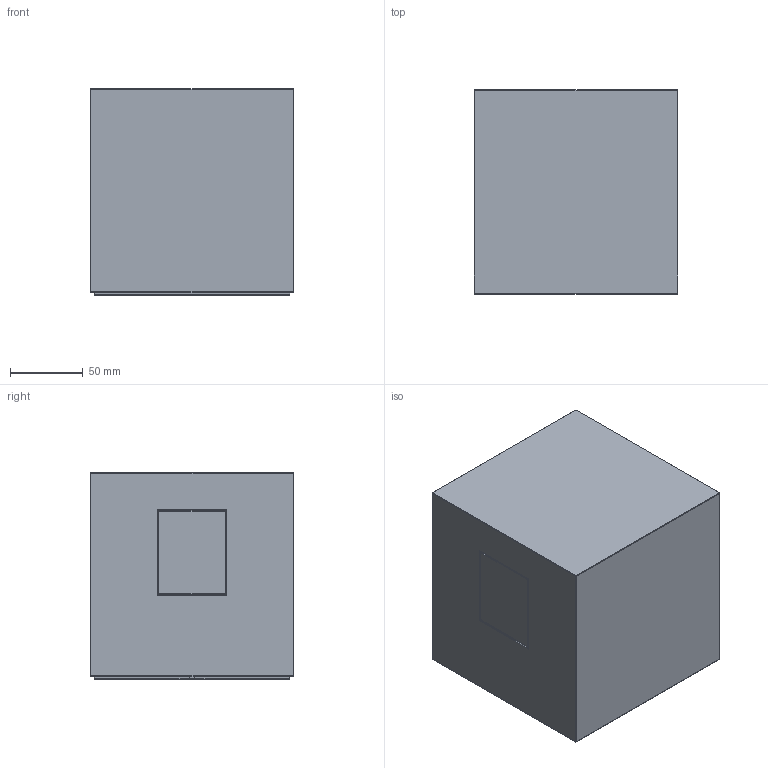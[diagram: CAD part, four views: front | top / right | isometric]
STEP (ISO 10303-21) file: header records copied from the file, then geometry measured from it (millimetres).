
FILE_DESCRIPTION(/* description */ (''),/* implementation_level */ '2;1');
FILE_NAME(/* name */ 'Effetto_Squared_2finestre_3D',/* time_stamp */ '2012-06-25T12:15:16+02:00',/* author */ (''),/* organization */ (''),/* preprocessor_version */ 'ST-DEVELOPER v10',/* originating_system */ '',/* authorisation */ '');
FILE_SCHEMA (('CONFIG_CONTROL_DESIGN'));
Length unit declared in the file: millimetre
Products named in the file (1): 1
Bounding box: 140 x 140 x 142 mm (x, y, z)
Volume: 3248.2 mm3; surface area: 170060.8 mm2
Topology: 1 solids, 5 shells, 320 faces, 762 edges, 405 vertices
Faces by surface type: bspline 265, plane 55
Entity records: 11126 total; most frequent: CARTESIAN_POINT 6983, ORIENTED_EDGE 1372, EDGE_CURVE 707, VERTEX_POINT 405, B_SPLINE_CURVE_WITH_KNOTS 379, EDGE_LOOP 336, ADVANCED_FACE 320, FACE_OUTER_BOUND 320
